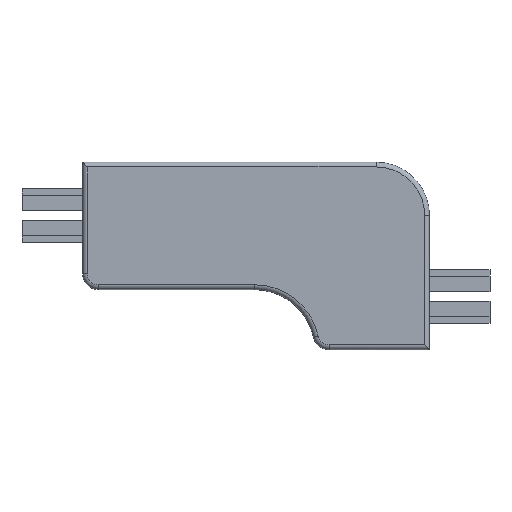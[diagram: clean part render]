
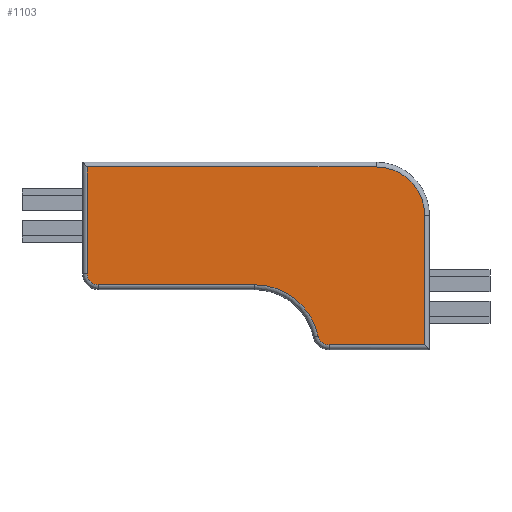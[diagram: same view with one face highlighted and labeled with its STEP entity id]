
A CAD part, top view. The second image highlights one B-rep face of the part: STEP entity #1103.
In plain terms, the highlighted planar face has unit normal (0, 0, 1).
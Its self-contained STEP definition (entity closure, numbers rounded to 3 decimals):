
#493 = VERTEX_POINT('',#494);
#494 = CARTESIAN_POINT('',(-4.639,2.97,1.887));
#501 = EDGE_CURVE('',#493,#502,#504,.T.);
#502 = VERTEX_POINT('',#503);
#503 = CARTESIAN_POINT('',(-4.639,6.32,1.887));
#504 = LINE('',#505,#506);
#505 = CARTESIAN_POINT('',(-4.639,3.247,1.887));
#506 = VECTOR('',#507,1.);
#507 = DIRECTION('',(0.,1.,0.));
#1084 = VERTEX_POINT('',#1085);
#1085 = CARTESIAN_POINT('',(-4.289,2.62,1.887));
#1092 = EDGE_CURVE('',#1084,#493,#1093,.T.);
#1093 = CIRCLE('',#1094,0.35);
#1094 = AXIS2_PLACEMENT_3D('',#1095,#1096,#1097);
#1095 = CARTESIAN_POINT('',(-4.289,2.97,1.887));
#1096 = DIRECTION('',(0.,0.,-1.));
#1097 = DIRECTION('',(-0.707,-0.707,
    0.));
#1103 = ADVANCED_FACE('',(#1104),#1165,.T.);
#1104 = FACE_BOUND('',#1105,.T.);
#1105 = EDGE_LOOP('',(#1106,#1114,#1115,#1116,#1124,#1133,#1142,#1150,
    #1158));
#1106 = ORIENTED_EDGE('',*,*,#1107,.F.);
#1107 = EDGE_CURVE('',#502,#1108,#1110,.T.);
#1108 = VERTEX_POINT('',#1109);
#1109 = CARTESIAN_POINT('',(4.436,6.32,1.887));
#1110 = LINE('',#1111,#1112);
#1111 = CARTESIAN_POINT('',(-2.064,6.32,1.887));
#1112 = VECTOR('',#1113,1.);
#1113 = DIRECTION('',(1.,0.,0.));
#1114 = ORIENTED_EDGE('',*,*,#501,.F.);
#1115 = ORIENTED_EDGE('',*,*,#1092,.F.);
#1116 = ORIENTED_EDGE('',*,*,#1117,.F.);
#1117 = EDGE_CURVE('',#1118,#1084,#1120,.T.);
#1118 = VERTEX_POINT('',#1119);
#1119 = CARTESIAN_POINT('',(0.611,2.62,1.887));
#1120 = LINE('',#1121,#1122);
#1121 = CARTESIAN_POINT('',(0.636,2.62,1.887));
#1122 = VECTOR('',#1123,1.);
#1123 = DIRECTION('',(-1.,0.,0.));
#1124 = ORIENTED_EDGE('',*,*,#1125,.F.);
#1125 = EDGE_CURVE('',#1126,#1118,#1128,.T.);
#1126 = VERTEX_POINT('',#1127);
#1127 = CARTESIAN_POINT('',(2.615,1.006,1.887));
#1128 = CIRCLE('',#1129,2.05);
#1129 = AXIS2_PLACEMENT_3D('',#1130,#1131,#1132);
#1130 = CARTESIAN_POINT('',(0.611,0.57,1.887));
#1131 = DIRECTION('',(0.,0.,1.));
#1132 = DIRECTION('',(0.627,0.779,0.)
  );
#1133 = ORIENTED_EDGE('',*,*,#1134,.F.);
#1134 = EDGE_CURVE('',#1135,#1126,#1137,.T.);
#1135 = VERTEX_POINT('',#1136);
#1136 = CARTESIAN_POINT('',(2.957,0.73,1.887));
#1137 = CIRCLE('',#1138,0.35);
#1138 = AXIS2_PLACEMENT_3D('',#1139,#1140,#1141);
#1139 = CARTESIAN_POINT('',(2.957,1.08,1.887));
#1140 = DIRECTION('',(0.,0.,-1.));
#1141 = DIRECTION('',(-0.627,-0.779,0.
    ));
#1142 = ORIENTED_EDGE('',*,*,#1143,.F.);
#1143 = EDGE_CURVE('',#1144,#1135,#1146,.T.);
#1144 = VERTEX_POINT('',#1145);
#1145 = CARTESIAN_POINT('',(5.961,0.73,1.887));
#1146 = LINE('',#1147,#1148);
#1147 = CARTESIAN_POINT('',(3.386,0.73,1.887));
#1148 = VECTOR('',#1149,1.);
#1149 = DIRECTION('',(-1.,0.,0.));
#1150 = ORIENTED_EDGE('',*,*,#1151,.F.);
#1151 = EDGE_CURVE('',#1152,#1144,#1154,.T.);
#1152 = VERTEX_POINT('',#1153);
#1153 = CARTESIAN_POINT('',(5.961,4.795,1.887));
#1154 = LINE('',#1155,#1156);
#1155 = CARTESIAN_POINT('',(5.961,4.16,1.887));
#1156 = VECTOR('',#1157,1.);
#1157 = DIRECTION('',(0.,-1.,0.));
#1158 = ORIENTED_EDGE('',*,*,#1159,.F.);
#1159 = EDGE_CURVE('',#1108,#1152,#1160,.T.);
#1160 = CIRCLE('',#1161,1.525);
#1161 = AXIS2_PLACEMENT_3D('',#1162,#1163,#1164);
#1162 = CARTESIAN_POINT('',(4.436,4.795,1.887));
#1163 = DIRECTION('',(0.,0.,-1.));
#1164 = DIRECTION('',(0.707,0.707,0.
    ));
#1165 = PLANE('',#1166);
#1166 = AXIS2_PLACEMENT_3D('',#1167,#1168,#1169);
#1167 = CARTESIAN_POINT('',(0.661,3.525,1.887));
#1168 = DIRECTION('',(0.,0.,1.));
#1169 = DIRECTION('',(-1.,0.,0.));
